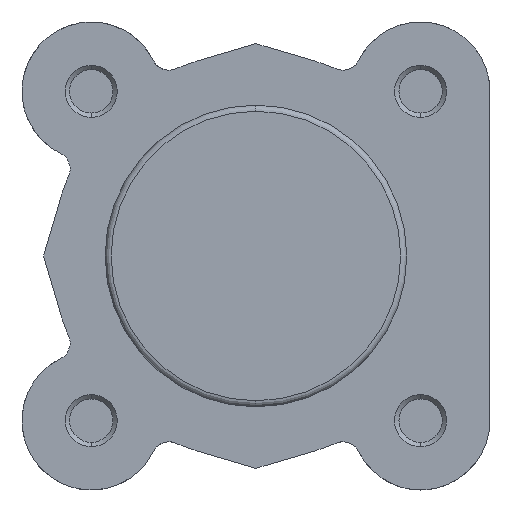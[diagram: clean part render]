
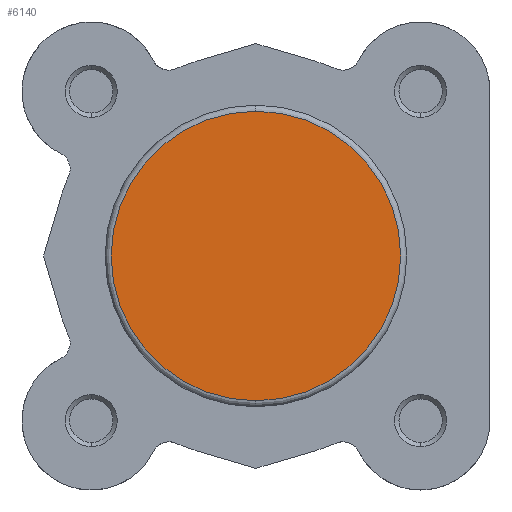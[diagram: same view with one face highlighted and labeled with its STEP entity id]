
A CAD part, left-side view. The second image highlights one B-rep face of the part: STEP entity #6140.
In plain terms, the highlighted planar face has unit normal (-1, 0, 0).
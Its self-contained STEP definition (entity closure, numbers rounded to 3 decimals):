
#1 = CARTESIAN_POINT ( 'NONE',  ( 0., 0., 0. ) ) ;
#6 = DIRECTION ( 'NONE',  ( -1., 0., 0. ) ) ;
#11 = DIRECTION ( 'NONE',  ( 0., 0., 1. ) ) ;
#174 = EDGE_CURVE ( 'NONE', #6847, #6840, #4262, .T. ) ;
#259 = AXIS2_PLACEMENT_3D ( 'NONE', #1, #6, #11 ) ;
#473 = AXIS2_PLACEMENT_3D ( 'NONE', #1787, #1798, #1799 ) ;
#549 = AXIS2_PLACEMENT_3D ( 'NONE', #4938, #4966, #4967 ) ;
#1787 = CARTESIAN_POINT ( 'NONE',  ( 0., 0., 0. ) ) ;
#1798 = DIRECTION ( 'NONE',  ( -1., 0., 0. ) ) ;
#1799 = DIRECTION ( 'NONE',  ( 0., 0., 1. ) ) ;
#2375 = ORIENTED_EDGE ( 'NONE', *, *, #174, .T. ) ;
#2376 = ORIENTED_EDGE ( 'NONE', *, *, #4852, .T. ) ;
#3120 = EDGE_LOOP ( 'NONE', ( #2375, #2376 ) ) ;
#3560 = CIRCLE ( 'NONE', #473, 16.7 ) ;
#3694 = FACE_OUTER_BOUND ( 'NONE', #3120, .T. ) ;
#4262 = CIRCLE ( 'NONE', #259, 16.7 ) ;
#4852 = EDGE_CURVE ( 'NONE', #6840, #6847, #3560, .T. ) ;
#4935 = PLANE ( 'NONE',  #549 ) ;
#4938 = CARTESIAN_POINT ( 'NONE',  ( 0., -17.4, 0. ) ) ;
#4966 = DIRECTION ( 'NONE',  ( -1., 0., 0. ) ) ;
#4967 = DIRECTION ( 'NONE',  ( 0., 0., 1. ) ) ;
#5922 = CARTESIAN_POINT ( 'NONE',  ( 0., 0., -16.7 ) ) ;
#5929 = CARTESIAN_POINT ( 'NONE',  ( 0., 0., 16.7 ) ) ;
#6140 = ADVANCED_FACE ( 'NONE', ( #3694 ), #4935, .T. ) ;
#6840 = VERTEX_POINT ( 'NONE', #5922 ) ;
#6847 = VERTEX_POINT ( 'NONE', #5929 ) ;
